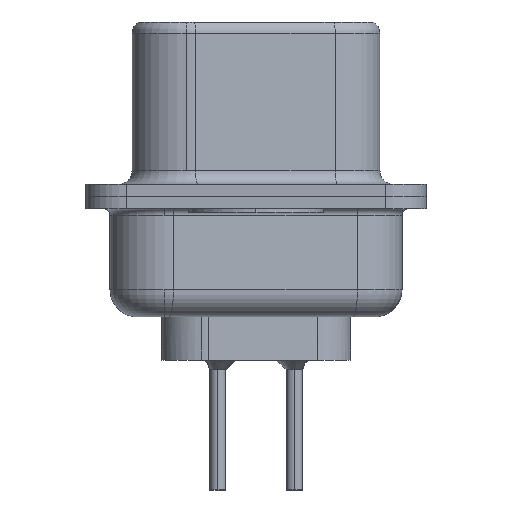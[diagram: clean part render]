
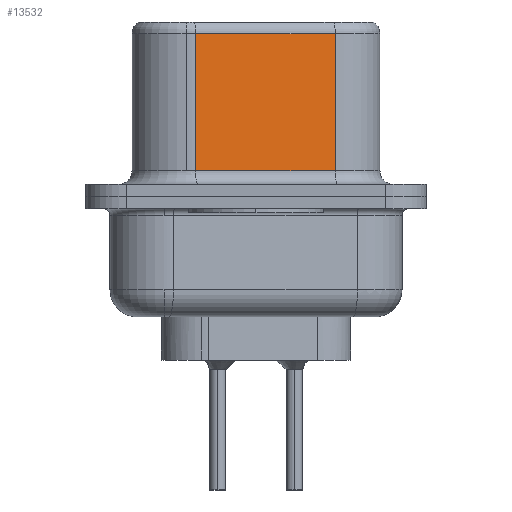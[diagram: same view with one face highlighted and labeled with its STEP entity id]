
A CAD part, left-side view. The second image highlights one B-rep face of the part: STEP entity #13532.
In plain terms, the highlighted planar face has unit normal (-0.985, -0.174, 0).
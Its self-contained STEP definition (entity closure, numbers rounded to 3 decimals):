
#207 = ORIENTED_EDGE ( 'NONE', *, *, #10368, .F. ) ;
#426 = DIRECTION ( 'NONE',  ( 0., 0., -1. ) ) ;
#920 = DIRECTION ( 'NONE',  ( 0., 0., -1. ) ) ;
#1363 = CARTESIAN_POINT ( 'NONE',  ( 4.575, -2.927, 6.02 ) ) ;
#1478 = EDGE_LOOP ( 'NONE', ( #207, #3833, #10859, #15024 ) ) ;
#1650 = VERTEX_POINT ( 'NONE', #1363 ) ;
#2401 = VECTOR ( 'NONE', #426, 1000. ) ;
#2576 = LINE ( 'NONE', #7755, #4644 ) ;
#3608 = DIRECTION ( 'NONE',  ( 0.174, -0.985, 0. ) ) ;
#3833 = ORIENTED_EDGE ( 'NONE', *, *, #6270, .T. ) ;
#4187 = VECTOR ( 'NONE', #13199, 1000. ) ;
#4213 = LINE ( 'NONE', #9378, #4187 ) ;
#4644 = VECTOR ( 'NONE', #3608, 1000. ) ;
#4754 = EDGE_CURVE ( 'NONE', #7343, #8816, #9841, .T. ) ;
#5936 = CARTESIAN_POINT ( 'NONE',  ( 3.665, 2.233, 6.52 ) ) ;
#6270 = EDGE_CURVE ( 'NONE', #1650, #7343, #4213, .T. ) ;
#6707 = CARTESIAN_POINT ( 'NONE',  ( 4.575, -2.927, 6.52 ) ) ;
#7343 = VERTEX_POINT ( 'NONE', #15509 ) ;
#7755 = CARTESIAN_POINT ( 'NONE',  ( 4.575, -2.927, 0.95 ) ) ;
#8232 = LINE ( 'NONE', #6707, #2401 ) ;
#8816 = VERTEX_POINT ( 'NONE', #13807 ) ;
#9378 = CARTESIAN_POINT ( 'NONE',  ( 4.575, -2.927, 6.02 ) ) ;
#9841 = LINE ( 'NONE', #5936, #15143 ) ;
#10368 = EDGE_CURVE ( 'NONE', #1650, #15442, #8232, .T. ) ;
#10476 = FACE_OUTER_BOUND ( 'NONE', #1478, .T. ) ;
#10859 = ORIENTED_EDGE ( 'NONE', *, *, #4754, .T. ) ;
#11813 = PLANE ( 'NONE',  #14130 ) ;
#13199 = DIRECTION ( 'NONE',  ( -0.174, 0.985, 0. ) ) ;
#13350 = DIRECTION ( 'NONE',  ( 0.985, 0.174, 0. ) ) ;
#13468 = EDGE_CURVE ( 'NONE', #8816, #15442, #2576, .T. ) ;
#13532 = ADVANCED_FACE ( 'NONE', ( #10476 ), #11813, .F. ) ;
#13807 = CARTESIAN_POINT ( 'NONE',  ( 3.665, 2.233, 0.95 ) ) ;
#13844 = CARTESIAN_POINT ( 'NONE',  ( 4.575, -2.927, 0.95 ) ) ;
#14130 = AXIS2_PLACEMENT_3D ( 'NONE', #14453, #13350, #15913 ) ;
#14453 = CARTESIAN_POINT ( 'NONE',  ( 4.575, -2.927, 6.52 ) ) ;
#15024 = ORIENTED_EDGE ( 'NONE', *, *, #13468, .T. ) ;
#15143 = VECTOR ( 'NONE', #920, 1000. ) ;
#15442 = VERTEX_POINT ( 'NONE', #13844 ) ;
#15509 = CARTESIAN_POINT ( 'NONE',  ( 3.665, 2.233, 6.02 ) ) ;
#15913 = DIRECTION ( 'NONE',  ( -0.174, 0.985, 0. ) ) ;
